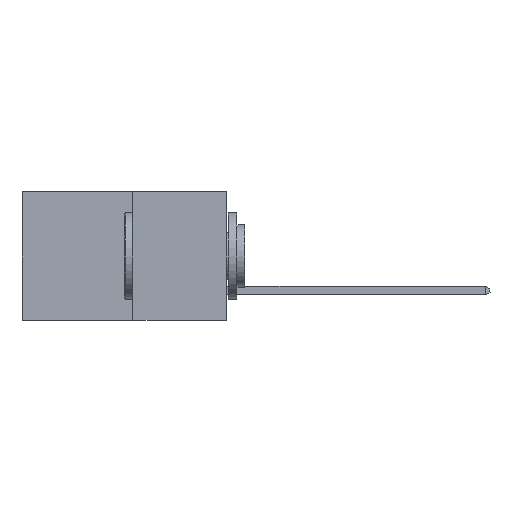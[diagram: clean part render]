
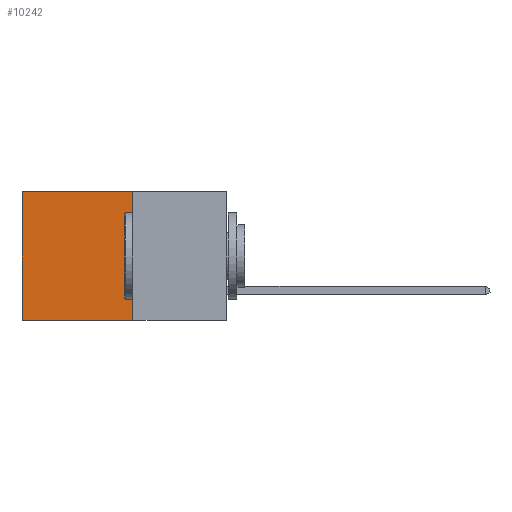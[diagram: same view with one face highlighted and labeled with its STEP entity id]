
A CAD part, left-side view. The second image highlights one B-rep face of the part: STEP entity #10242.
In plain terms, the highlighted planar face has unit normal (-1, 0, 0).
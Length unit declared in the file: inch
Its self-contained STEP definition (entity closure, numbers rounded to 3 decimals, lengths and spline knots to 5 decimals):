
#918 = PLANE ( 'NONE',  #9291 ) ;
#1975 = VECTOR ( 'NONE', #13405, 39.37008 ) ;
#2026 = EDGE_CURVE ( 'NONE', #14063, #18397, #17483, .T. ) ;
#2580 = ORIENTED_EDGE ( 'NONE', *, *, #2026, .F. ) ;
#4568 = DIRECTION ( 'NONE',  ( 1., 0., 0. ) ) ;
#4902 = ORIENTED_EDGE ( 'NONE', *, *, #21114, .T. ) ;
#5522 = CARTESIAN_POINT ( 'NONE',  ( 0.277, 0.59, 0. ) ) ;
#5538 = DIRECTION ( 'NONE',  ( 0., 1., 0. ) ) ;
#5985 = CARTESIAN_POINT ( 'NONE',  ( 0.277, 0.27, 0. ) ) ;
#7707 = VECTOR ( 'NONE', #5538, 39.37008 ) ;
#9291 = AXIS2_PLACEMENT_3D ( 'NONE', #15588, #4568, #17409 ) ;
#10104 = CARTESIAN_POINT ( 'NONE',  ( 0.277, 0.27, -0.37 ) ) ;
#10242 = ADVANCED_FACE ( 'NONE', ( #18150 ), #918, .F. ) ;
#10518 = VECTOR ( 'NONE', #17556, 39.37008 ) ;
#13405 = DIRECTION ( 'NONE',  ( 0., 1., 0. ) ) ;
#14063 = VERTEX_POINT ( 'NONE', #10104 ) ;
#14547 = LINE ( 'NONE', #21941, #18826 ) ;
#14660 = VERTEX_POINT ( 'NONE', #17290 ) ;
#15419 = EDGE_LOOP ( 'NONE', ( #16102, #2580, #18664, #4902 ) ) ;
#15548 = CARTESIAN_POINT ( 'NONE',  ( 0.277, 0.27, -0.37 ) ) ;
#15588 = CARTESIAN_POINT ( 'NONE',  ( 0.277, 0.27, -0.37 ) ) ;
#15712 = EDGE_CURVE ( 'NONE', #14660, #14063, #14547, .T. ) ;
#15722 = VERTEX_POINT ( 'NONE', #5522 ) ;
#16102 = ORIENTED_EDGE ( 'NONE', *, *, #22431, .T. ) ;
#17073 = CARTESIAN_POINT ( 'NONE',  ( 0.277, 0.59, -0.37 ) ) ;
#17178 = LINE ( 'NONE', #5985, #1975 ) ;
#17290 = CARTESIAN_POINT ( 'NONE',  ( 0.277, 0.27, 0. ) ) ;
#17409 = DIRECTION ( 'NONE',  ( 0., 0., -1. ) ) ;
#17483 = LINE ( 'NONE', #15548, #7707 ) ;
#17556 = DIRECTION ( 'NONE',  ( 0., 0., -1. ) ) ;
#18150 = FACE_OUTER_BOUND ( 'NONE', #15419, .T. ) ;
#18303 = DIRECTION ( 'NONE',  ( 0., 0., -1. ) ) ;
#18397 = VERTEX_POINT ( 'NONE', #17073 ) ;
#18664 = ORIENTED_EDGE ( 'NONE', *, *, #15712, .F. ) ;
#18826 = VECTOR ( 'NONE', #18303, 39.37008 ) ;
#20249 = LINE ( 'NONE', #23020, #10518 ) ;
#21114 = EDGE_CURVE ( 'NONE', #14660, #15722, #17178, .T. ) ;
#21941 = CARTESIAN_POINT ( 'NONE',  ( 0.277, 0.27, -0.37 ) ) ;
#22431 = EDGE_CURVE ( 'NONE', #15722, #18397, #20249, .T. ) ;
#23020 = CARTESIAN_POINT ( 'NONE',  ( 0.277, 0.59, -0.37 ) ) ;
